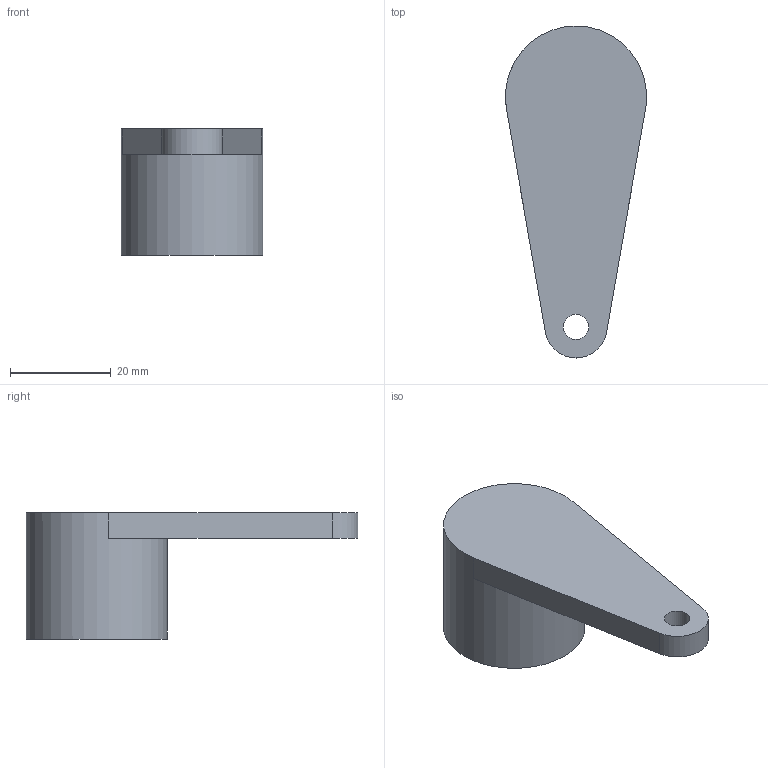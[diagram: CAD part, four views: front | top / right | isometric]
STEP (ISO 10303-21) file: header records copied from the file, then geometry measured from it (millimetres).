
FILE_DESCRIPTION(/* description */ (''),/* implementation_level */ '2;1');
FILE_NAME(/* name */ '30_cellSTORM_Insert_Z-focus_Single_LED_arm.ipt.step',/* time_stamp */ '2022-11-29T08:13:42+01:00',/* author */ ('diederichbenedict'),/* organization */ (''),/* preprocessor_version */ 'ST-DEVELOPER v18.1',/* originating_system */ 'Autodesk Inventor 2022',/* authorisation */ '');
FILE_SCHEMA (('AUTOMOTIVE_DESIGN { 1 0 10303 214 3 1 1 }'));
Length unit declared in the file: millimetre
Products named in the file (1): 20_Cube_Insert_Z-focus_Single_LED_arm
Bounding box: 28 x 65.79 x 25 mm (x, y, z)
Volume: 17211 mm3; surface area: 6410.8 mm2
Topology: 1 solids, 1 shells, 16 faces, 30 edges, 20 vertices
Faces by surface type: plane 9, cylinder 7
Full cylindrical faces by diameter (mm): 4.9 x4, 5 x1, 28 x1
Entity records: 455 total; most frequent: DIRECTION 80, CARTESIAN_POINT 67, ORIENTED_EDGE 60, AXIS2_PLACEMENT_3D 33, EDGE_CURVE 30, EDGE_LOOP 22, VERTEX_POINT 20, FACE_OUTER_BOUND 16
